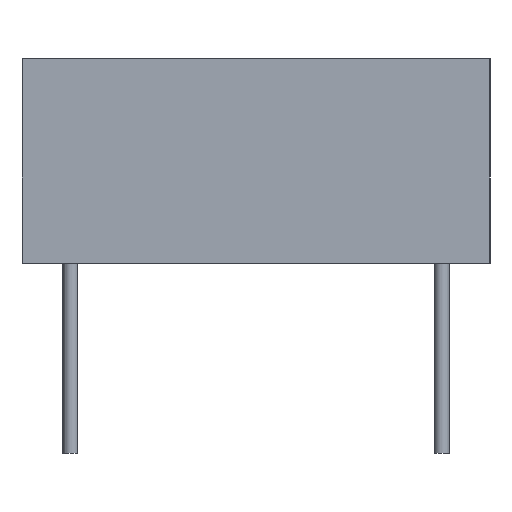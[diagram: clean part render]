
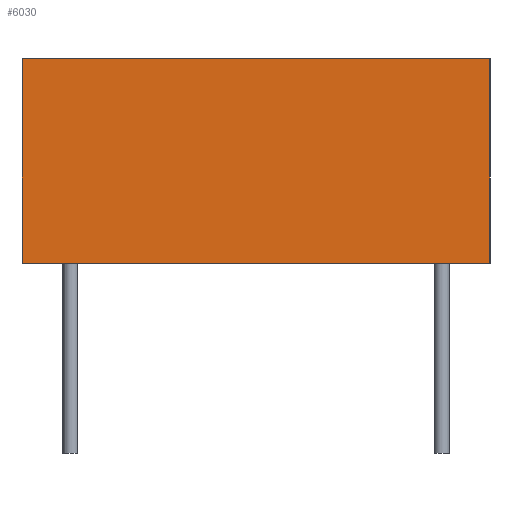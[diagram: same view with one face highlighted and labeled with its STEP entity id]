
A CAD part, left-side view. The second image highlights one B-rep face of the part: STEP entity #6030.
In plain terms, the highlighted planar face has unit normal (-1, 0, 0).
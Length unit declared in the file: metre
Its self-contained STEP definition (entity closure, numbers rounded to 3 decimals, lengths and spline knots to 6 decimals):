
#109=PLANE('',#6425);
#235=LINE('',#8057,#595);
#246=LINE('',#8271,#606);
#250=LINE('',#8279,#610);
#251=LINE('',#8281,#611);
#595=VECTOR('',#6632,1.);
#606=VECTOR('',#6645,1.);
#610=VECTOR('',#6653,1.);
#611=VECTOR('',#6656,1.);
#1302=ORIENTED_EDGE('',*,*,#3011,.F.);
#1303=ORIENTED_EDGE('',*,*,#3006,.F.);
#1304=ORIENTED_EDGE('',*,*,#2947,.T.);
#1305=ORIENTED_EDGE('',*,*,#3010,.T.);
#2947=EDGE_CURVE('',#3829,#3831,#235,.T.);
#3006=EDGE_CURVE('',#3829,#3889,#246,.T.);
#3010=EDGE_CURVE('',#3831,#3891,#250,.T.);
#3011=EDGE_CURVE('',#3889,#3891,#251,.T.);
#3829=VERTEX_POINT('',#8052);
#3831=VERTEX_POINT('',#8056);
#3889=VERTEX_POINT('',#8269);
#3891=VERTEX_POINT('',#8278);
#4952=EDGE_LOOP('',(#1302,#1303,#1304,#1305));
#5358=FACE_BOUND('',#4952,.T.);
#6030=ADVANCED_FACE('',(#5358),#109,.T.);
#6425=AXIS2_PLACEMENT_3D('',#8280,#6654,#6655);
#6632=DIRECTION('',(0.,1.,0.));
#6645=DIRECTION('',(0.,0.,-1.));
#6653=DIRECTION('',(0.,0.,-1.));
#6654=DIRECTION('',(-1.,0.,0.));
#6655=DIRECTION('',(0.,0.,1.));
#6656=DIRECTION('',(0.,1.,0.));
#8052=CARTESIAN_POINT('',(-0.01505,-0.008,0.007));
#8056=CARTESIAN_POINT('',(-0.01505,0.008,0.007));
#8057=CARTESIAN_POINT('',(-0.01505,0.,0.007));
#8269=CARTESIAN_POINT('',(-0.01505,-0.008,0.));
#8271=CARTESIAN_POINT('',(-0.01505,-0.008,0.007));
#8278=CARTESIAN_POINT('',(-0.01505,0.008,0.));
#8279=CARTESIAN_POINT('',(-0.01505,0.008,0.007));
#8280=CARTESIAN_POINT('',(-0.01505,0.,0.007));
#8281=CARTESIAN_POINT('',(-0.01505,0.,0.));
